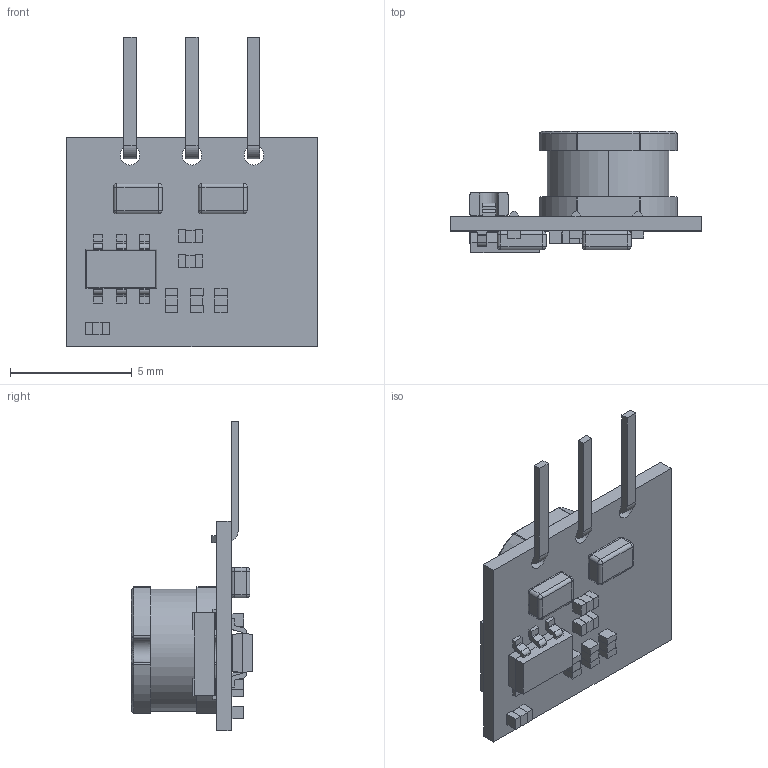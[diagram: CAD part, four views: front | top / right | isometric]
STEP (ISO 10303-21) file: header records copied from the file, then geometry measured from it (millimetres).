
FILE_DESCRIPTION (( 'STEP AP214' ), '1' );
FILE_NAME ('CUI_PXO7805-500-S.step', '2022-11-01T12:42:36', ( '' ), ( '' ), 'SwSTEP 2.0', 'SolidWorks 2022', '' );
FILE_SCHEMA (( 'AUTOMOTIVE_DESIGN' ));
Length unit declared in the file: inch
Products named in the file (1): CUI_PXO7805-500-S
Bounding box: 10.27 x 4.99 x 12.71 mm (x, y, z)
Volume: 145.1 mm3; surface area: 425.8 mm2
Topology: 17 solids, 17 shells, 409 faces, 1017 edges, 628 vertices
Faces by surface type: plane 276, cylinder 100, cone 17, sphere 16
Entity records: 17332 total; most frequent: DIRECTION 2037, CARTESIAN_POINT 2029, ORIENTED_EDGE 1982, EDGE_CURVE 991, LINE 765, VECTOR 765, AXIS2_PLACEMENT_3D 636, VERTEX_POINT 628
